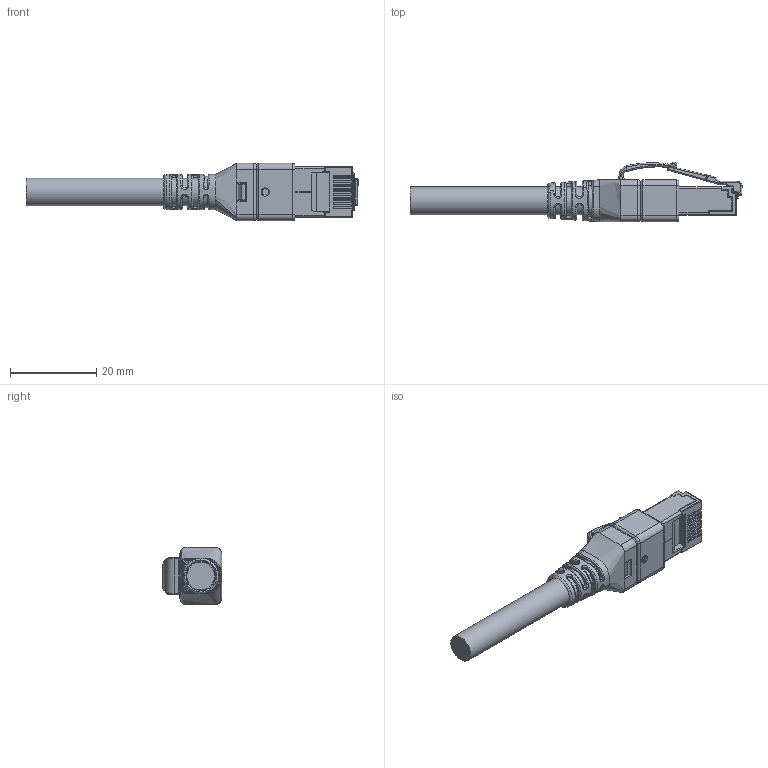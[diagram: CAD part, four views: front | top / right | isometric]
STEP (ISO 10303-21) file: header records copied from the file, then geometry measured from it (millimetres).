
FILE_DESCRIPTION(/* description */ (''),/* implementation_level */ '2;1');
FILE_NAME(/* name */ '100651585ugm000_d.stp',/* time_stamp */ '2018-09-28T15:36:39+02:00',/* author */ (''),/* organization */ (''),/* preprocessor_version */ 'ST-DEVELOPER v16.7',/* originating_system */ 'SIEMENS PLM Software NX 12.0',/* authorisation */ '');
FILE_SCHEMA (('AUTOMOTIVE_DESIGN { 1 0 10303 214 3 1 1 1 }'));
Length unit declared in the file: millimetre
Products named in the file (1): 100651585ugm000_d
Bounding box: 77.17 x 13.8 x 13.3 mm (x, y, z)
Volume: 4975.3 mm3; surface area: 3585.9 mm2
Topology: 1 solids, 1 shells, 611 faces, 1561 edges, 942 vertices
Faces by surface type: cylinder 233, plane 209, bspline 89, sphere 40, torus 39, cone 1
Full cylindrical faces by diameter (mm): 1.5 x1, 6.5 x1, 6.9 x1
Entity records: 26189 total; most frequent: CARTESIAN_POINT 10223, ORIENTED_EDGE 2998, DIRECTION 2686, EDGE_CURVE 1499, AXIS2_PLACEMENT_3D 943, VERTEX_POINT 897, LINE 800, VECTOR 800
